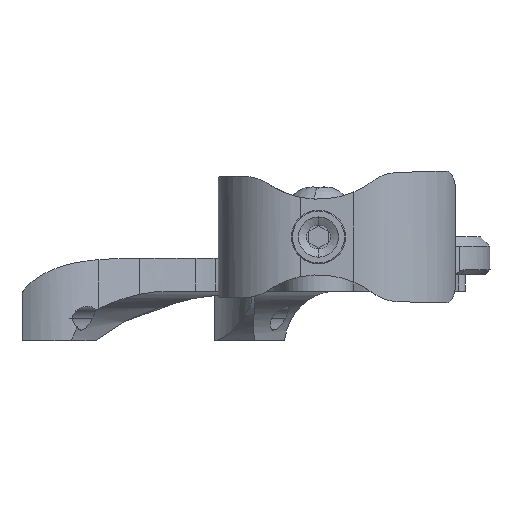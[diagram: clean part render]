
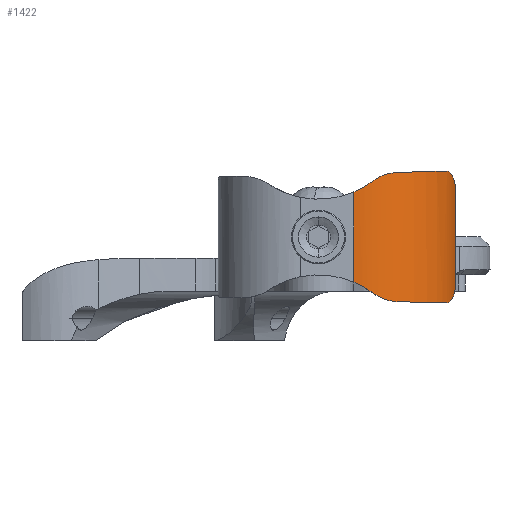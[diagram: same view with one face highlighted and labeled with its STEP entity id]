
A CAD part, left-side view. The second image highlights one B-rep face of the part: STEP entity #1422.
In plain terms, the highlighted cylindrical face has radius 22.225 mm (diameter 44.45 mm), a partial arc.
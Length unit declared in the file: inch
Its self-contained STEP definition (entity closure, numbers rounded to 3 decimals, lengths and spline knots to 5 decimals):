
#157 = CARTESIAN_POINT ( 'NONE',  ( 0.61536, -1.1307, -0.46531 ) ) ;
#174 = CARTESIAN_POINT ( 'NONE',  ( 0.16256, -0.83864, 0.54244 ) ) ;
#176 = CARTESIAN_POINT ( 'NONE',  ( 0.08114, -0.66297, 0.53799 ) ) ;
#289 = ORIENTED_EDGE ( 'NONE', *, *, #5147, .T. ) ;
#330 = AXIS2_PLACEMENT_3D ( 'NONE', #10813, #4221, #2380 ) ;
#422 = CARTESIAN_POINT ( 'NONE',  ( 0.08114, -0.66297, 0.53799 ) ) ;
#699 = CARTESIAN_POINT ( 'NONE',  ( 0.01354, -0.44832, -0.46374 ) ) ;
#803 = EDGE_CURVE ( 'NONE', #5903, #3423, #914, .T. ) ;
#914 = LINE ( 'NONE', #3962, #7274 ) ;
#1018 = CARTESIAN_POINT ( 'NONE',  ( 0.63625, -1.1368, -0.4353 ) ) ;
#1125 = EDGE_CURVE ( 'NONE', #8737, #9298, #10358, .T. ) ;
#1321 = ORIENTED_EDGE ( 'NONE', *, *, #7191, .T. ) ;
#1385 = EDGE_CURVE ( 'NONE', #8005, #2101, #9120, .T. ) ;
#1422 = ADVANCED_FACE ( 'NONE', ( #2794 ), #2653, .T. ) ;
#1743 = CARTESIAN_POINT ( 'NONE',  ( 0., -0.295, -0.37545 ) ) ;
#1751 = B_SPLINE_CURVE_WITH_KNOTS ( 'NONE', 3,
 ( #699, #3160, #9769, #6077, #6651, #7178 ),
 .UNSPECIFIED., .F., .F.,
 ( 4, 2, 4 ),
 ( 0., 0.00305, 0.0061 ),
 .UNSPECIFIED. ) ;
#1787 = CARTESIAN_POINT ( 'NONE',  ( 0.54735, -1.10649, 0.522 ) ) ;
#1838 = CARTESIAN_POINT ( 'NONE',  ( 0.46727, -1.0692, -0.54829 ) ) ;
#1937 = CARTESIAN_POINT ( 'NONE',  ( 0.46727, -1.0692, -0.54829 ) ) ;
#1972 = CARTESIAN_POINT ( 'NONE',  ( 0.01354, -0.44832, 0.46374 ) ) ;
#2043 = CARTESIAN_POINT ( 'NONE',  ( 0.01354, -0.44832, 0.46374 ) ) ;
#2101 = VERTEX_POINT ( 'NONE', #7364 ) ;
#2167 = CARTESIAN_POINT ( 'NONE',  ( 0.57655, -1.11768, 0.50264 ) ) ;
#2346 = CARTESIAN_POINT ( 'NONE',  ( 0.61542, -1.13071, 0.46522 ) ) ;
#2380 = DIRECTION ( 'NONE',  ( 1., 0., 0. ) ) ;
#2439 = B_SPLINE_CURVE_WITH_KNOTS ( 'NONE', 3,
 ( #3022, #10020, #2346, #5370, #2167, #1787, #9284, #8701, #2679, #4886 ),
 .UNSPECIFIED., .F., .F.,
 ( 4, 2, 2, 2, 4 ),
 ( 0., 0.0014, 0.0028, 0.0042, 0.0056 ),
 .UNSPECIFIED. ) ;
#2653 = CYLINDRICAL_SURFACE ( 'NONE', #330, 0.875 ) ;
#2679 = CARTESIAN_POINT ( 'NONE',  ( 0.48364, -1.07782, 0.54616 ) ) ;
#2694 = EDGE_CURVE ( 'NONE', #3423, #5969, #2439, .T. ) ;
#2697 = CARTESIAN_POINT ( 'NONE',  ( 0.00511, -0.40095, -0.42842 ) ) ;
#2755 = CARTESIAN_POINT ( 'NONE',  ( 0.05005, -0.58922, 0.53082 ) ) ;
#2789 = ORIENTED_EDGE ( 'NONE', *, *, #1385, .T. ) ;
#2794 = FACE_OUTER_BOUND ( 'NONE', #10654, .T. ) ;
#2841 = VECTOR ( 'NONE', #6071, 39.37008 ) ;
#2935 = ORIENTED_EDGE ( 'NONE', *, *, #8128, .T. ) ;
#3022 = CARTESIAN_POINT ( 'NONE',  ( 0.63625, -1.1368, 0.4353 ) ) ;
#3160 = CARTESIAN_POINT ( 'NONE',  ( 0.01927, -0.48054, -0.48777 ) ) ;
#3423 = VERTEX_POINT ( 'NONE', #7407 ) ;
#3566 = CARTESIAN_POINT ( 'NONE',  ( 0.49978, -1.08566, -0.5421 ) ) ;
#3628 = CARTESIAN_POINT ( 'NONE',  ( 0.02816, -0.51593, 0.50444 ) ) ;
#3755 = ORIENTED_EDGE ( 'NONE', *, *, #8741, .T. ) ;
#3773 = B_SPLINE_CURVE_WITH_KNOTS ( 'NONE', 3,
 ( #1838, #7023, #3566, #9644, #4452, #10527, #5312, #157, #6180, #1018 ),
 .UNSPECIFIED., .F., .F.,
 ( 4, 2, 2, 2, 4 ),
 ( 0., 0.0014, 0.0028, 0.0042, 0.0056 ),
 .UNSPECIFIED. ) ;
#3824 = CARTESIAN_POINT ( 'NONE',  ( 0., -0.34992, 0.39895 ) ) ;
#3839 = ORIENTED_EDGE ( 'NONE', *, *, #1125, .T. ) ;
#3895 = CARTESIAN_POINT ( 'NONE',  ( 0.01354, -0.44832, -0.46374 ) ) ;
#3962 = CARTESIAN_POINT ( 'NONE',  ( 0.63625, -1.1368, 0. ) ) ;
#3969 = ORIENTED_EDGE ( 'NONE', *, *, #2694, .T. ) ;
#4072 = CARTESIAN_POINT ( 'NONE',  ( 0.63625, -1.1368, -0.4353 ) ) ;
#4221 = DIRECTION ( 'NONE',  ( 0., 0., 1. ) ) ;
#4452 = CARTESIAN_POINT ( 'NONE',  ( 0.5472, -1.10643, -0.52208 ) ) ;
#4471 = CARTESIAN_POINT ( 'NONE',  ( 0.46727, -1.0692, 0.54829 ) ) ;
#4475 = CARTESIAN_POINT ( 'NONE',  ( 0.46727, -1.0692, -0.54829 ) ) ;
#4510 = CARTESIAN_POINT ( 'NONE',  ( 0.0164, -0.46443, 0.47575 ) ) ;
#4886 = CARTESIAN_POINT ( 'NONE',  ( 0.46727, -1.0692, 0.54829 ) ) ;
#4932 = CARTESIAN_POINT ( 'NONE',  ( 0.46727, -1.0692, 0.54829 ) ) ;
#5147 = EDGE_CURVE ( 'NONE', #2101, #8737, #1751, .T. ) ;
#5312 = CARTESIAN_POINT ( 'NONE',  ( 0.59011, -1.12243, -0.49139 ) ) ;
#5334 = CARTESIAN_POINT ( 'NONE',  ( 0.29596, -0.97897, 0.546 ) ) ;
#5335 = CARTESIAN_POINT ( 'NONE',  ( 0.08114, -0.66297, -0.53799 ) ) ;
#5370 = CARTESIAN_POINT ( 'NONE',  ( 0.5905, -1.12256, 0.49102 ) ) ;
#5691 = ORIENTED_EDGE ( 'NONE', *, *, #7549, .T. ) ;
#5699 = CARTESIAN_POINT ( 'NONE',  ( 0.29596, -0.97897, -0.546 ) ) ;
#5881 = CARTESIAN_POINT ( 'NONE',  ( 0., -0.34992, -0.39895 ) ) ;
#5903 = VERTEX_POINT ( 'NONE', #4072 ) ;
#5916 = VERTEX_POINT ( 'NONE', #8755 ) ;
#5969 = VERTEX_POINT ( 'NONE', #4932 ) ;
#6071 = DIRECTION ( 'NONE',  ( 0., 0., -1. ) ) ;
#6077 = CARTESIAN_POINT ( 'NONE',  ( 0.05001, -0.58911, -0.5308 ) ) ;
#6180 = CARTESIAN_POINT ( 'NONE',  ( 0.62656, -1.13405, -0.45096 ) ) ;
#6188 = VERTEX_POINT ( 'NONE', #1972 ) ;
#6204 = CARTESIAN_POINT ( 'NONE',  ( 0.08114, -0.66297, 0.53799 ) ) ;
#6415 = B_SPLINE_CURVE_WITH_KNOTS ( 'NONE', 3,
 ( #176, #7076, #2755, #8829, #3628, #9707, #4510, #10592 ),
 .UNSPECIFIED., .F., .F.,
 ( 4, 2, 2, 4 ),
 ( 0., 0.00305, 0.00457, 0.0061 ),
 .UNSPECIFIED. ) ;
#6549 = ORIENTED_EDGE ( 'NONE', *, *, #803, .T. ) ;
#6613 = B_SPLINE_CURVE_WITH_KNOTS ( 'NONE', 3,
 ( #2043, #7233, #3824, #9906 ),
 .UNSPECIFIED., .F., .F.,
 ( 4, 4 ),
 ( 0., 0.00451 ),
 .UNSPECIFIED. ) ;
#6651 = CARTESIAN_POINT ( 'NONE',  ( 0.06408, -0.62618, -0.53706 ) ) ;
#7023 = CARTESIAN_POINT ( 'NONE',  ( 0.48364, -1.07782, -0.54616 ) ) ;
#7076 = CARTESIAN_POINT ( 'NONE',  ( 0.06408, -0.62618, 0.53706 ) ) ;
#7178 = CARTESIAN_POINT ( 'NONE',  ( 0.08114, -0.66297, -0.53799 ) ) ;
#7191 = EDGE_CURVE ( 'NONE', #5916, #8005, #7473, .T. ) ;
#7233 = CARTESIAN_POINT ( 'NONE',  ( 0.00511, -0.40095, 0.42842 ) ) ;
#7274 = VECTOR ( 'NONE', #7325, 39.37008 ) ;
#7325 = DIRECTION ( 'NONE',  ( 0., 0., 1. ) ) ;
#7364 = CARTESIAN_POINT ( 'NONE',  ( 0.01354, -0.44832, -0.46374 ) ) ;
#7392 = VERTEX_POINT ( 'NONE', #422 ) ;
#7407 = CARTESIAN_POINT ( 'NONE',  ( 0.63625, -1.1368, 0.4353 ) ) ;
#7473 = LINE ( 'NONE', #10420, #2841 ) ;
#7549 = EDGE_CURVE ( 'NONE', #5969, #7392, #9351, .T. ) ;
#7585 = CARTESIAN_POINT ( 'NONE',  ( 0.16256, -0.83864, -0.54244 ) ) ;
#7856 = CARTESIAN_POINT ( 'NONE',  ( 0., -0.295, -0.37545 ) ) ;
#8005 = VERTEX_POINT ( 'NONE', #1743 ) ;
#8128 = EDGE_CURVE ( 'NONE', #9298, #5903, #3773, .T. ) ;
#8701 = CARTESIAN_POINT ( 'NONE',  ( 0.49989, -1.08571, 0.54208 ) ) ;
#8737 = VERTEX_POINT ( 'NONE', #5335 ) ;
#8741 = EDGE_CURVE ( 'NONE', #7392, #6188, #6415, .T. ) ;
#8755 = CARTESIAN_POINT ( 'NONE',  ( 0., -0.295, 0.37545 ) ) ;
#8829 = CARTESIAN_POINT ( 'NONE',  ( 0.03304, -0.53394, 0.51213 ) ) ;
#9120 = B_SPLINE_CURVE_WITH_KNOTS ( 'NONE', 3,
 ( #7856, #5881, #2697, #3895 ),
 .UNSPECIFIED., .F., .F.,
 ( 4, 4 ),
 ( 0., 0.00451 ),
 .UNSPECIFIED. ) ;
#9284 = CARTESIAN_POINT ( 'NONE',  ( 0.532, -1.10016, 0.5299 ) ) ;
#9298 = VERTEX_POINT ( 'NONE', #4475 ) ;
#9351 =( BOUNDED_CURVE ( )  B_SPLINE_CURVE ( 3, ( #4471, #5334, #174, #6204 ),
 .UNSPECIFIED., .F., .F. ) 
 B_SPLINE_CURVE_WITH_KNOTS ( ( 4, 4 ),
 ( 0.48474, 1.13676 ),
 .UNSPECIFIED. ) 
 CURVE ( )  GEOMETRIC_REPRESENTATION_ITEM ( )  RATIONAL_B_SPLINE_CURVE ( ( 1., 0.965, 0.965, 1. ) ) 
 REPRESENTATION_ITEM ( '' )  );
#9644 = CARTESIAN_POINT ( 'NONE',  ( 0.53149, -1.09994, -0.53012 ) ) ;
#9707 = CARTESIAN_POINT ( 'NONE',  ( 0.01986, -0.4812, 0.48626 ) ) ;
#9769 = CARTESIAN_POINT ( 'NONE',  ( 0.02732, -0.51533, -0.50582 ) ) ;
#9906 = CARTESIAN_POINT ( 'NONE',  ( 0., -0.295, 0.37545 ) ) ;
#10020 = CARTESIAN_POINT ( 'NONE',  ( 0.62656, -1.13405, 0.45096 ) ) ;
#10299 = CARTESIAN_POINT ( 'NONE',  ( 0.08114, -0.66297, -0.53799 ) ) ;
#10358 =( BOUNDED_CURVE ( )  B_SPLINE_CURVE ( 3, ( #10299, #7585, #5699, #1937 ),
 .UNSPECIFIED., .F., .F. ) 
 B_SPLINE_CURVE_WITH_KNOTS ( ( 4, 4 ),
 ( 2.00484, 2.65685 ),
 .UNSPECIFIED. ) 
 CURVE ( )  GEOMETRIC_REPRESENTATION_ITEM ( )  RATIONAL_B_SPLINE_CURVE ( ( 1., 0.965, 0.965, 1. ) ) 
 REPRESENTATION_ITEM ( '' )  );
#10420 = CARTESIAN_POINT ( 'NONE',  ( 0., -0.295, 0. ) ) ;
#10527 = CARTESIAN_POINT ( 'NONE',  ( 0.57641, -1.11763, -0.50274 ) ) ;
#10592 = CARTESIAN_POINT ( 'NONE',  ( 0.01354, -0.44832, 0.46374 ) ) ;
#10654 = EDGE_LOOP ( 'NONE', ( #2935, #6549, #3969, #5691, #3755, #10667, #1321, #2789, #289, #3839 ) ) ;
#10667 = ORIENTED_EDGE ( 'NONE', *, *, #11110, .T. ) ;
#10813 = CARTESIAN_POINT ( 'NONE',  ( 0.875, -0.295, 0. ) ) ;
#11110 = EDGE_CURVE ( 'NONE', #6188, #5916, #6613, .T. ) ;
